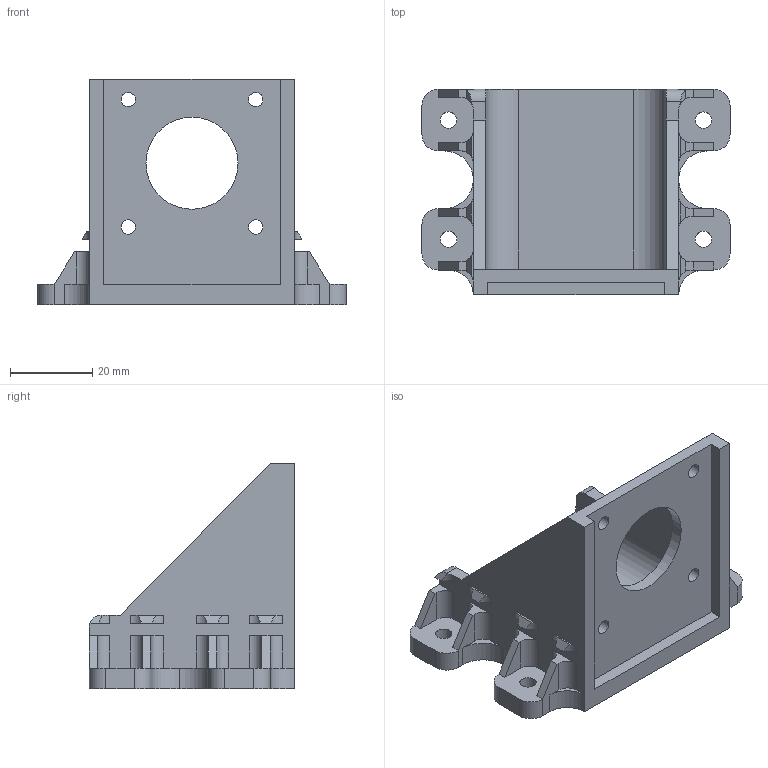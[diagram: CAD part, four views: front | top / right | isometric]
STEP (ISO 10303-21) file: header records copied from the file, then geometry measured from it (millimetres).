
FILE_DESCRIPTION(('CATIA V5 STEP Exchange'),'2;1');
FILE_NAME('HYPERCUBE-EVO-0031_NGEN.stp','2018-08-25T14:06:52+00:00',('none'),('none'),'CATIA Version 5 Release 21 GA (IN-10)','CATIA V5 STEP AP203','none');
FILE_SCHEMA(('CONFIG_CONTROL_DESIGN'));
Length unit declared in the file: millimetre
Products named in the file (1): HYPERCUBE-EVO-0031_NGEN
Bounding box: 75 x 50 x 55 mm (x, y, z)
Volume: 33144.9 mm3; surface area: 18644.7 mm2
Topology: 1 solids, 1 shells, 148 faces, 406 edges, 266 vertices
Faces by surface type: plane 84, cylinder 64
Entity records: 4320 total; most frequent: CARTESIAN_POINT 813, ORIENTED_EDGE 812, DIRECTION 538, EDGE_CURVE 406, VERTEX_POINT 266, VECTOR 262, LINE 262, AXIS2_PLACEMENT_3D 203
